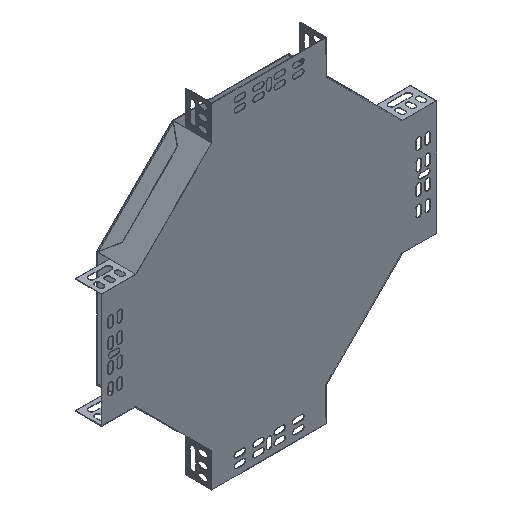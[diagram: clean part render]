
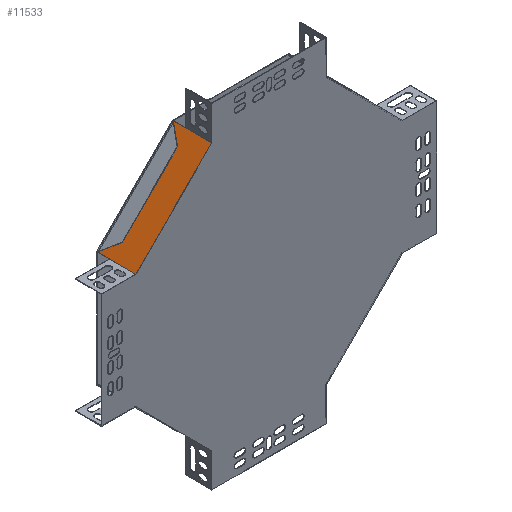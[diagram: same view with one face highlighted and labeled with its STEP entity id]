
A CAD part, isometric view. The second image highlights one B-rep face of the part: STEP entity #11533.
In plain terms, the highlighted planar face has unit normal (-0.707, 0, 0.707).
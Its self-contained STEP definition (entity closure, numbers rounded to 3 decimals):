
#64 = CARTESIAN_POINT ( 'NONE',  ( -186.365, 146.622, 66.355 ) ) ;
#485 = DIRECTION ( 'NONE',  ( 0.707, 0., -0.707 ) ) ;
#762 = VERTEX_POINT ( 'NONE', #9009 ) ;
#1000 = FACE_OUTER_BOUND ( 'NONE', #5907, .T. ) ;
#1041 = VECTOR ( 'NONE', #4324, 1000. ) ;
#1057 = VECTOR ( 'NONE', #10794, 1000. ) ;
#1069 = LINE ( 'NONE', #10839, #1041 ) ;
#1128 = VECTOR ( 'NONE', #8887, 1000. ) ;
#1141 = LINE ( 'NONE', #8837, #1128 ) ;
#1160 = LINE ( 'NONE', #5235, #1057 ) ;
#1208 = CARTESIAN_POINT ( 'NONE',  ( -86.365, 161.622, 166.355 ) ) ;
#1285 = CARTESIAN_POINT ( 'NONE',  ( -186.365, 161.622, 66.355 ) ) ;
#1336 = DIRECTION ( 'NONE',  ( 0., -1., 0. ) ) ;
#1347 = VECTOR ( 'NONE', #1336, 1000. ) ;
#1405 = LINE ( 'NONE', #3218, #1347 ) ;
#1528 = VECTOR ( 'NONE', #2193, 1000. ) ;
#1544 = LINE ( 'NONE', #1208, #1528 ) ;
#1657 = CARTESIAN_POINT ( 'NONE',  ( -86.365, 146.622, 166.355 ) ) ;
#1766 = VECTOR ( 'NONE', #2999, 1000. ) ;
#1847 = LINE ( 'NONE', #6601, #1766 ) ;
#2193 = DIRECTION ( 'NONE',  ( 0., 1., 0. ) ) ;
#2999 = DIRECTION ( 'NONE',  ( -0.707, 0., -0.707 ) ) ;
#3212 = CARTESIAN_POINT ( 'NONE',  ( -86.365, 111.622, 166.355 ) ) ;
#3218 = CARTESIAN_POINT ( 'NONE',  ( -186.365, 161.622, 66.355 ) ) ;
#3563 = VERTEX_POINT ( 'NONE', #9475 ) ;
#4209 = CARTESIAN_POINT ( 'NONE',  ( -186.365, 161.622, 66.355 ) ) ;
#4324 = DIRECTION ( 'NONE',  ( 0., 1., 0. ) ) ;
#4875 = VERTEX_POINT ( 'NONE', #1657 ) ;
#5222 = EDGE_CURVE ( 'NONE', #8202, #3563, #1847, .T. ) ;
#5235 = CARTESIAN_POINT ( 'NONE',  ( -186.365, 146.622, 66.355 ) ) ;
#5308 = EDGE_CURVE ( 'NONE', #4875, #762, #1544, .T. ) ;
#5394 = EDGE_CURVE ( 'NONE', #8163, #12033, #1405, .T. ) ;
#5472 = EDGE_CURVE ( 'NONE', #762, #8163, #1141, .T. ) ;
#5508 = EDGE_CURVE ( 'NONE', #12033, #3563, #1160, .T. ) ;
#5517 = EDGE_CURVE ( 'NONE', #8202, #4875, #1069, .T. ) ;
#5907 = EDGE_LOOP ( 'NONE', ( #11869, #11893, #11936, #11949, #12154, #8636 ) ) ;
#6066 = PLANE ( 'NONE',  #9179 ) ;
#6601 = CARTESIAN_POINT ( 'NONE',  ( -85.565, 111.622, 167.155 ) ) ;
#6974 = DIRECTION ( 'NONE',  ( -0.707, 0., -0.707 ) ) ;
#8163 = VERTEX_POINT ( 'NONE', #1285 ) ;
#8202 = VERTEX_POINT ( 'NONE', #3212 ) ;
#8636 = ORIENTED_EDGE ( 'NONE', *, *, #5472, .T. ) ;
#8837 = CARTESIAN_POINT ( 'NONE',  ( -186.365, 161.622, 66.355 ) ) ;
#8887 = DIRECTION ( 'NONE',  ( -0.707, 0., -0.707 ) ) ;
#9009 = CARTESIAN_POINT ( 'NONE',  ( -86.365, 161.622, 166.355 ) ) ;
#9179 = AXIS2_PLACEMENT_3D ( 'NONE', #4209, #485, #6974 ) ;
#9475 = CARTESIAN_POINT ( 'NONE',  ( -186.365, 111.622, 66.355 ) ) ;
#10794 = DIRECTION ( 'NONE',  ( 0., -1., 0. ) ) ;
#10839 = CARTESIAN_POINT ( 'NONE',  ( -86.365, 161.622, 166.355 ) ) ;
#11533 = ADVANCED_FACE ( 'NONE', ( #1000 ), #6066, .F. ) ;
#11869 = ORIENTED_EDGE ( 'NONE', *, *, #5394, .T. ) ;
#11893 = ORIENTED_EDGE ( 'NONE', *, *, #5508, .T. ) ;
#11936 = ORIENTED_EDGE ( 'NONE', *, *, #5222, .F. ) ;
#11949 = ORIENTED_EDGE ( 'NONE', *, *, #5517, .T. ) ;
#12033 = VERTEX_POINT ( 'NONE', #64 ) ;
#12154 = ORIENTED_EDGE ( 'NONE', *, *, #5308, .T. ) ;
